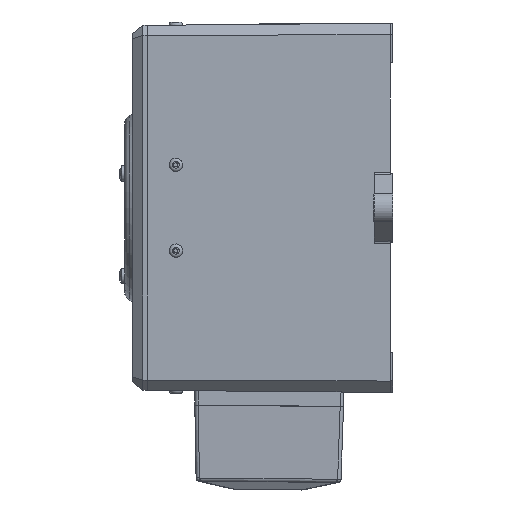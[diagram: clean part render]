
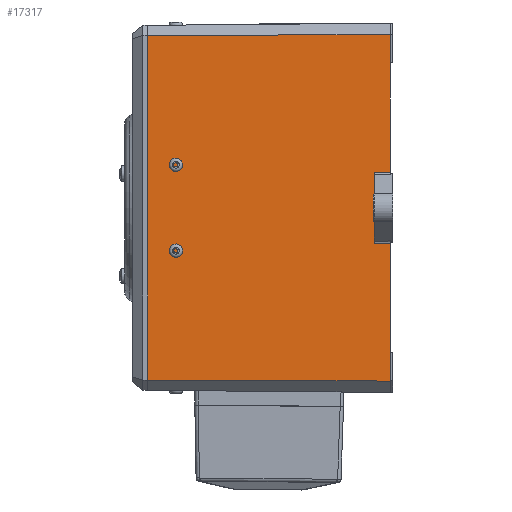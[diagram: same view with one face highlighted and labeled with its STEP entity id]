
A CAD part, left-side view. The second image highlights one B-rep face of the part: STEP entity #17317.
In plain terms, the highlighted planar face has unit normal (-1, 0.009, 0).
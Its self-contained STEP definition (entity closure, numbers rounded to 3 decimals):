
#2163 = ORIENTED_EDGE ( 'NONE', *, *, #49992, .T. ) ;
#3715 = CARTESIAN_POINT ( 'NONE',  ( -109.252, -143.5, 0. ) ) ;
#3812 = DIRECTION ( 'NONE',  ( -1., 0.009, 0. ) ) ;
#7013 = DIRECTION ( 'NONE',  ( 0.009, 1., 0.004 ) ) ;
#7396 = CARTESIAN_POINT ( 'NONE',  ( -108., 0., -102. ) ) ;
#7660 = CARTESIAN_POINT ( 'NONE',  ( -108., 0.031, -102. ) ) ;
#10316 = VECTOR ( 'NONE', #17711, 1000. ) ;
#11873 = LINE ( 'NONE', #7660, #13112 ) ;
#12811 = VERTEX_POINT ( 'NONE', #20162 ) ;
#13112 = VECTOR ( 'NONE', #7013, 1000. ) ;
#13875 = DIRECTION ( 'NONE',  ( 0., 0., 1. ) ) ;
#14519 = VERTEX_POINT ( 'NONE', #33640 ) ;
#16303 = VECTOR ( 'NONE', #13875, 1000. ) ;
#16672 = VERTEX_POINT ( 'NONE', #62138 ) ;
#17317 = ADVANCED_FACE ( 'NONE', ( #36041 ), #61658, .T. ) ;
#17711 = DIRECTION ( 'NONE',  ( 0., 0., 1. ) ) ;
#18692 = DIRECTION ( 'NONE',  ( 0.009, 1., -0.004 ) ) ;
#20162 = CARTESIAN_POINT ( 'NONE',  ( -109.169, -134., 20.976 ) ) ;
#20273 = VECTOR ( 'NONE', #34514, 1000. ) ;
#20739 = EDGE_CURVE ( 'NONE', #12811, #44412, #30646, .T. ) ;
#21068 = CARTESIAN_POINT ( 'NONE',  ( -109.169, -134., -102. ) ) ;
#21280 = ORIENTED_EDGE ( 'NONE', *, *, #47841, .T. ) ;
#22331 = EDGE_CURVE ( 'NONE', #12811, #14519, #56467, .T. ) ;
#23236 = LINE ( 'NONE', #3715, #10316 ) ;
#23678 = AXIS2_PLACEMENT_3D ( 'NONE', #7396, #3812, #53183 ) ;
#25789 = CARTESIAN_POINT ( 'NONE',  ( -109.252, -143.504, 20.928 ) ) ;
#29042 = ORIENTED_EDGE ( 'NONE', *, *, #34962, .F. ) ;
#30102 = ORIENTED_EDGE ( 'NONE', *, *, #20739, .T. ) ;
#30156 = VECTOR ( 'NONE', #18692, 1000. ) ;
#30327 = CARTESIAN_POINT ( 'NONE',  ( -109.169, -134.004, -20.975 ) ) ;
#30646 = LINE ( 'NONE', #25789, #31075 ) ;
#31075 = VECTOR ( 'NONE', #45669, 1000. ) ;
#32782 = ORIENTED_EDGE ( 'NONE', *, *, #53472, .T. ) ;
#33640 = CARTESIAN_POINT ( 'NONE',  ( -109.169, -134., -20.976 ) ) ;
#33694 = LINE ( 'NONE', #44516, #16303 ) ;
#34514 = DIRECTION ( 'NONE',  ( 0.009, 1., -0.005 ) ) ;
#34962 = EDGE_CURVE ( 'NONE', #16672, #41783, #58554, .T. ) ;
#35302 = ORIENTED_EDGE ( 'NONE', *, *, #52125, .T. ) ;
#36041 = FACE_OUTER_BOUND ( 'NONE', #46709, .T. ) ;
#36511 = VERTEX_POINT ( 'NONE', #45105 ) ;
#39598 = ORIENTED_EDGE ( 'NONE', *, *, #22331, .F. ) ;
#40895 = CARTESIAN_POINT ( 'NONE',  ( -109.252, -143.5, 20.928 ) ) ;
#41783 = VERTEX_POINT ( 'NONE', #60893 ) ;
#43196 = ORIENTED_EDGE ( 'NONE', *, *, #61397, .F. ) ;
#43762 = VERTEX_POINT ( 'NONE', #53073 ) ;
#44412 = VERTEX_POINT ( 'NONE', #40895 ) ;
#44516 = CARTESIAN_POINT ( 'NONE',  ( -109.252, -143.5, 0. ) ) ;
#45105 = CARTESIAN_POINT ( 'NONE',  ( -109.252, -143.5, -20.928 ) ) ;
#45669 = DIRECTION ( 'NONE',  ( -0.009, -1., -0.005 ) ) ;
#46709 = EDGE_LOOP ( 'NONE', ( #39598, #30102, #35302, #32782, #29042, #43196, #2163, #21280 ) ) ;
#47841 = EDGE_CURVE ( 'NONE', #36511, #14519, #55343, .T. ) ;
#49992 = EDGE_CURVE ( 'NONE', #63521, #36511, #33694, .T. ) ;
#52031 = VECTOR ( 'NONE', #55517, 1000. ) ;
#52125 = EDGE_CURVE ( 'NONE', #44412, #43762, #23236, .T. ) ;
#53073 = CARTESIAN_POINT ( 'NONE',  ( -109.252, -143.5, 102.519 ) ) ;
#53145 = LINE ( 'NONE', #62258, #30156 ) ;
#53183 = DIRECTION ( 'NONE',  ( -0.009, -1., 0. ) ) ;
#53472 = EDGE_CURVE ( 'NONE', #43762, #41783, #53145, .T. ) ;
#54000 = CARTESIAN_POINT ( 'NONE',  ( -109.252, -143.5, -102.519 ) ) ;
#55343 = LINE ( 'NONE', #30327, #20273 ) ;
#55517 = DIRECTION ( 'NONE',  ( 0., 0., -1. ) ) ;
#56467 = LINE ( 'NONE', #21068, #52031 ) ;
#58554 = LINE ( 'NONE', #63125, #62370 ) ;
#60893 = CARTESIAN_POINT ( 'NONE',  ( -108., 0., 102. ) ) ;
#61397 = EDGE_CURVE ( 'NONE', #63521, #16672, #11873, .T. ) ;
#61658 = PLANE ( 'NONE',  #23678 ) ;
#62138 = CARTESIAN_POINT ( 'NONE',  ( -108., 0., -102. ) ) ;
#62258 = CARTESIAN_POINT ( 'NONE',  ( -107.994, 0.737, 101.997 ) ) ;
#62370 = VECTOR ( 'NONE', #63423, 1000. ) ;
#63125 = CARTESIAN_POINT ( 'NONE',  ( -108., 0., -102. ) ) ;
#63423 = DIRECTION ( 'NONE',  ( 0., 0., 1. ) ) ;
#63521 = VERTEX_POINT ( 'NONE', #54000 ) ;
